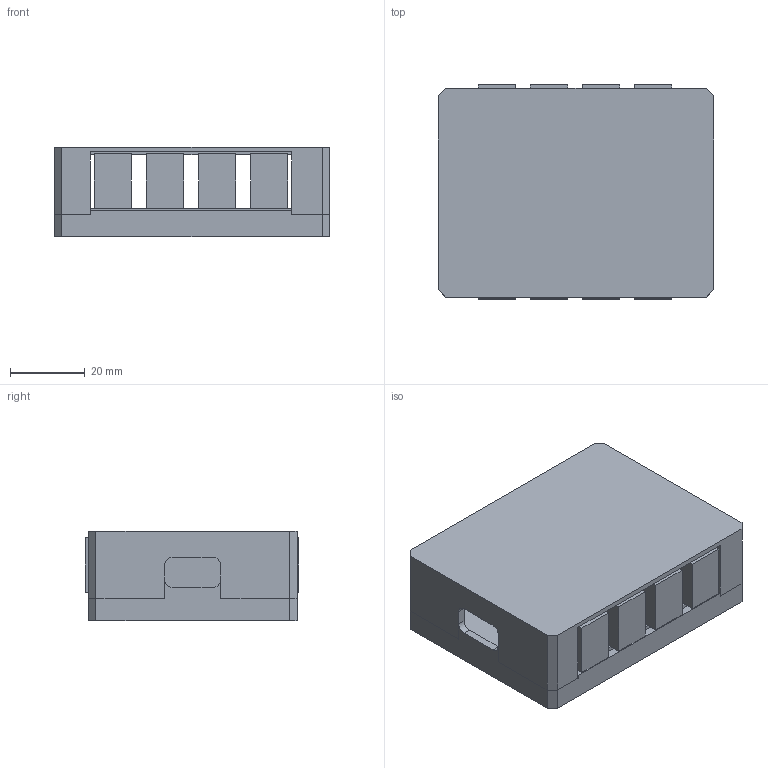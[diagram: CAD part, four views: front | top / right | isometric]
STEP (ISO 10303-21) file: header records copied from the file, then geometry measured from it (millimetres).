
FILE_DESCRIPTION(/* description */ (''),/* implementation_level */ '2;1');
FILE_NAME(/* name */ 'kamaji_headless_v1.step',/* time_stamp */ '2023-01-12T18:49:30Z',/* author */ (''),/* organization */ (''),/* preprocessor_version */ 'ST-DEVELOPER v19.2',/* originating_system */ 'Autodesk Translation Framework v11.17.0.187',/* authorisation */ '');
FILE_SCHEMA (('AUTOMOTIVE_DESIGN { 1 0 10303 214 3 1 1 }'));
Length unit declared in the file: millimetre
Products named in the file (12): kamaji_headless_v1_enclosure; headless_v1 v1; rj10_socket; rj10_socket_1; rj10_socket_2; rj10_socket_3; rj10_socket_4; rj10_socket_5; rj10_socket_6; rj10_socket_7; SOLID; headless_v1 PCB
Assembly tree (18 placements, depth 4):
  kamaji_headless_v1_enclosure
    headless_v1 v1
      rj10_socket
        SOLID
      rj10_socket_1
        SOLID
      rj10_socket_2
        SOLID
      rj10_socket_3
        SOLID
      rj10_socket_4
        SOLID
      rj10_socket_5
        SOLID
      rj10_socket_6
        SOLID
      rj10_socket_7
        SOLID
      headless_v1 PCB
Bounding box: 74 x 57.41 x 24 mm (x, y, z)
Volume: 47122.6 mm3; surface area: 39638.8 mm2
Topology: 11 solids, 11 shells, 265 faces, 701 edges, 466 vertices
Faces by surface type: plane 150, cylinder 115
Full cylindrical faces by diameter (mm): 0.8 x16, 0.9 x32, 1 x2, 1.1 x28, 2.36 x16, 2.7 x8, 3.9 x4, 5.06 x4, 7 x1
Entity records: 7936 total; most frequent: DIRECTION 1353, CARTESIAN_POINT 1280, ORIENTED_EDGE 1234, EDGE_CURVE 617, AXIS2_PLACEMENT_3D 483, EDGE_LOOP 437, VERTEX_POINT 410, LINE 387
